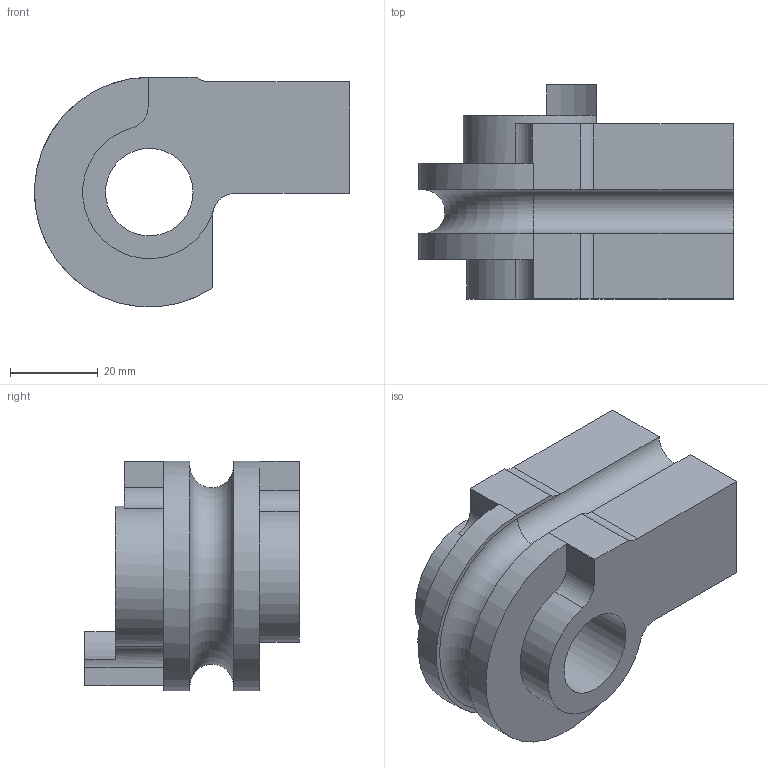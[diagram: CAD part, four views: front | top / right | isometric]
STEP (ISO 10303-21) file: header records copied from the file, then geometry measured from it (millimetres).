
FILE_DESCRIPTION( ( '' ), ' ' );
FILE_NAME( '5c99eccd7a103e16da563dc6.step', '2019-03-26T09:11:42', ( '' ), ( '' ), ' ', ' ', ' ' );
FILE_SCHEMA( ( 'AUTOMOTIVE_DESIGN { 1 0 10303 214 1 1 1 1 }' ) );
Length unit declared in the file: metre
Products named in the file (1): GALET_Ø10_R25
Bounding box: 71.98 x 49 x 52.43 mm (x, y, z)
Volume: 73169.1 mm3; surface area: 16800.7 mm2
Topology: 1 solids, 1 shells, 33 faces, 93 edges, 62 vertices
Faces by surface type: plane 18, cylinder 14, torus 1
Full cylindrical faces by diameter (mm): 20 x1
Entity records: 1427 total; most frequent: CARTESIAN_POINT 262, DIRECTION 190, ORIENTED_EDGE 184, EDGE_CURVE 92, AXIS2_PLACEMENT_3D 67, VERTEX_POINT 62, LINE 56, VECTOR 56
